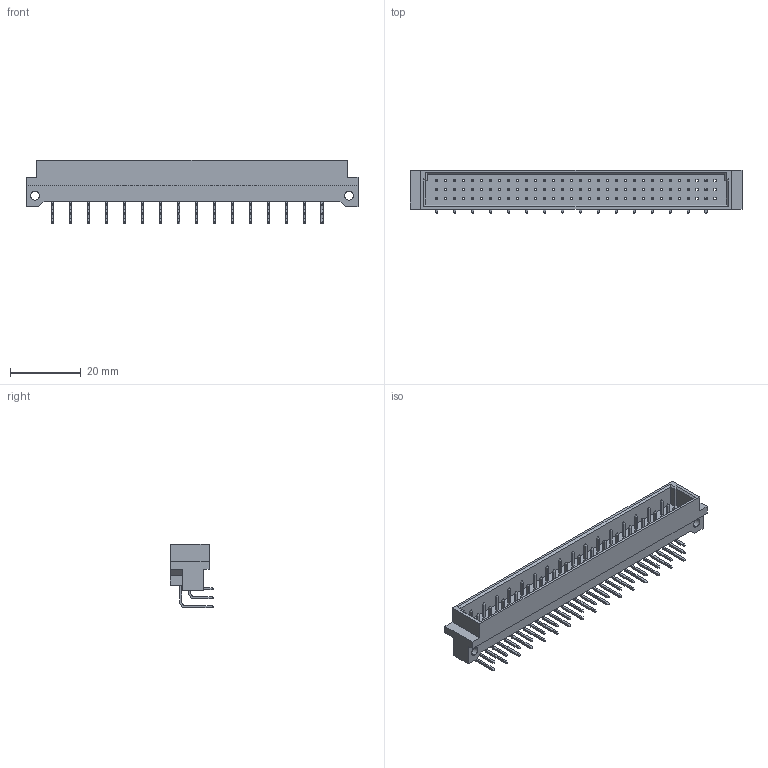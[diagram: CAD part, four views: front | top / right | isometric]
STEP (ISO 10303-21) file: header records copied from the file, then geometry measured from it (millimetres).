
FILE_DESCRIPTION (( 'STEP AP214' ), '1' );
FILE_NAME ('495-048-660-322.STEP', '2020-08-12T16:21:22', ( '' ), ( '' ), 'SwSTEP 2.0', 'SolidWorks 2020', '' );
FILE_SCHEMA (( 'AUTOMOTIVE_DESIGN' ));
Length unit declared in the file: millimetre
Products named in the file (5): 495 Part_96; 495-290-2; 495-290-1; 495-290-3; 495-048-660-322
Assembly tree (49 placements, depth 2):
  495-048-660-322
    495 Part_96
    495-290-1  x16
    495-290-2  x16
    495-290-3  x16
Bounding box: 94 x 12.27 x 18.05 mm (x, y, z)
Volume: 6275.7 mm3; surface area: 9143.9 mm2
Topology: 49 solids, 49 shells, 1297 faces, 3200 edges, 2002 vertices
Faces by surface type: plane 1197, cylinder 100
Entity records: 16532 total; most frequent: CARTESIAN_POINT 2861, ORIENTED_EDGE 2800, DIRECTION 2498, EDGE_CURVE 1400, LINE 1380, VECTOR 1380, VERTEX_POINT 922, EDGE_LOOP 684
